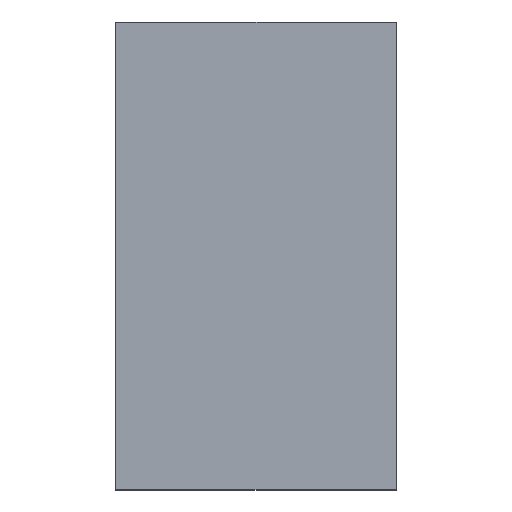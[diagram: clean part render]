
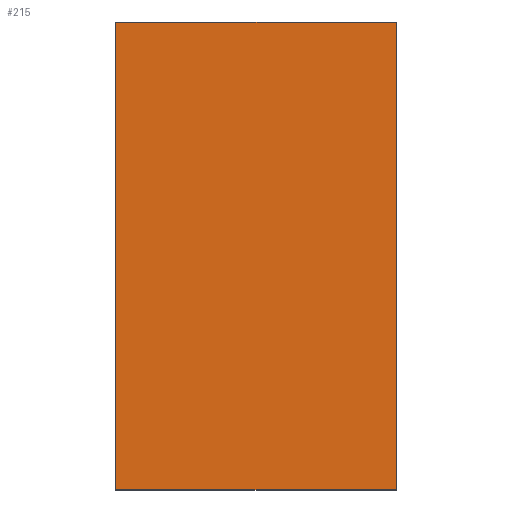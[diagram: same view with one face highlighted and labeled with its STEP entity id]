
A CAD part, top view. The second image highlights one B-rep face of the part: STEP entity #215.
In plain terms, the highlighted planar face has unit normal (0, 0, 1).
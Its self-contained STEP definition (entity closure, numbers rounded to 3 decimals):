
#73=CARTESIAN_POINT('',(6.,10.,4.0));
#74=VERTEX_POINT('',#73);
#75=CARTESIAN_POINT('',(6.,-10.,4.0));
#76=VERTEX_POINT('',#75);
#77=CARTESIAN_POINT('',(6.,10.,4.0));
#78=DIRECTION('',(0.0,-1.0,0.0));
#79=VECTOR('',#78,20.0);
#80=LINE('',#77,#79);
#81=EDGE_CURVE('',#74,#76,#80,.T.);
#113=CARTESIAN_POINT('',(-6.,-10.0,4.0));
#114=VERTEX_POINT('',#113);
#115=CARTESIAN_POINT('',(6.,-10.,4.0));
#116=DIRECTION('',(-1.0,0.0,0.0));
#117=VECTOR('',#116,12.);
#118=LINE('',#115,#117);
#119=EDGE_CURVE('',#76,#114,#118,.T.);
#144=CARTESIAN_POINT('',(-6.,10.0,4.0));
#145=VERTEX_POINT('',#144);
#146=CARTESIAN_POINT('',(-6.,-10.0,4.0));
#147=DIRECTION('',(0.0,1.0,0.0));
#148=VECTOR('',#147,20.0);
#149=LINE('',#146,#148);
#150=EDGE_CURVE('',#114,#145,#149,.T.);
#175=CARTESIAN_POINT('',(-6.,10.0,4.0));
#176=DIRECTION('',(1.0,0.0,0.0));
#177=VECTOR('',#176,12.0);
#178=LINE('',#175,#177);
#179=EDGE_CURVE('',#145,#74,#178,.T.);
#204=CARTESIAN_POINT('',(0.,0.,4.0));
#205=DIRECTION('',(0.0,0.0,1.0));
#206=DIRECTION('',(1.0,0.0,0.0));
#207=AXIS2_PLACEMENT_3D('',#204,#205,#206);
#208=PLANE('',#207);
#209=ORIENTED_EDGE('',*,*,#81,.F.);
#210=ORIENTED_EDGE('',*,*,#179,.F.);
#211=ORIENTED_EDGE('',*,*,#150,.F.);
#212=ORIENTED_EDGE('',*,*,#119,.F.);
#213=EDGE_LOOP('',(#209,#210,#211,#212));
#214=FACE_OUTER_BOUND('',#213,.T.);
#215=ADVANCED_FACE('',(#214),#208,.T.);
